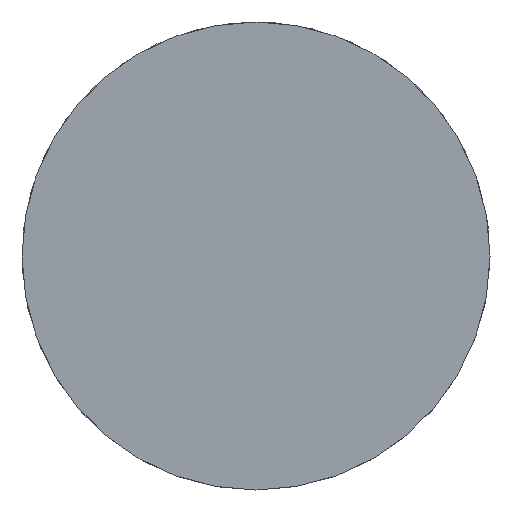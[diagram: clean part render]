
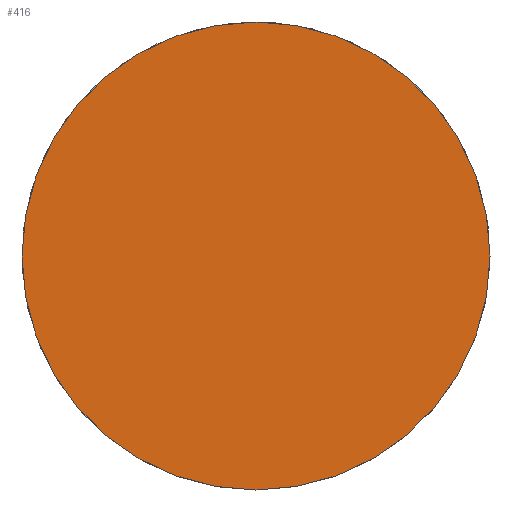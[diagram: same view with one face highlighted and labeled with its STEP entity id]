
A CAD part, front view. The second image highlights one B-rep face of the part: STEP entity #416.
In plain terms, the highlighted planar face has unit normal (0, -1, 0).
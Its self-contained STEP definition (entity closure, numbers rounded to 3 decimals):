
#89=FACE_OUTER_BOUND('',#118,.T.);
#118=EDGE_LOOP('',(#341,#342));
#157=CIRCLE('',#484,4.975);
#158=CIRCLE('',#485,4.975);
#198=VERTEX_POINT('',#988);
#199=VERTEX_POINT('',#990);
#250=EDGE_CURVE('',#199,#198,#157,.T.);
#251=EDGE_CURVE('',#198,#199,#158,.T.);
#341=ORIENTED_EDGE('',*,*,#250,.T.);
#342=ORIENTED_EDGE('',*,*,#251,.T.);
#376=PLANE('',#486);
#416=ADVANCED_FACE('',(#89),#376,.T.);
#484=AXIS2_PLACEMENT_3D('',#991,#596,#597);
#485=AXIS2_PLACEMENT_3D('',#992,#598,#599);
#486=AXIS2_PLACEMENT_3D('',#993,#600,#601);
#596=DIRECTION('center_axis',(0.,-1.,0.));
#597=DIRECTION('ref_axis',(1.,0.,0.));
#598=DIRECTION('center_axis',(0.,-1.,0.));
#599=DIRECTION('ref_axis',(1.,0.,0.));
#600=DIRECTION('center_axis',(0.,-1.,0.));
#601=DIRECTION('ref_axis',(0.,0.,-1.));
#988=CARTESIAN_POINT('',(-4.975,-6.588,0.));
#990=CARTESIAN_POINT('',(4.975,-6.588,0.));
#991=CARTESIAN_POINT('Origin',(0.,-6.588,0.));
#992=CARTESIAN_POINT('Origin',(0.,-6.588,0.));
#993=CARTESIAN_POINT('Origin',(4.25,-6.588,0.));
